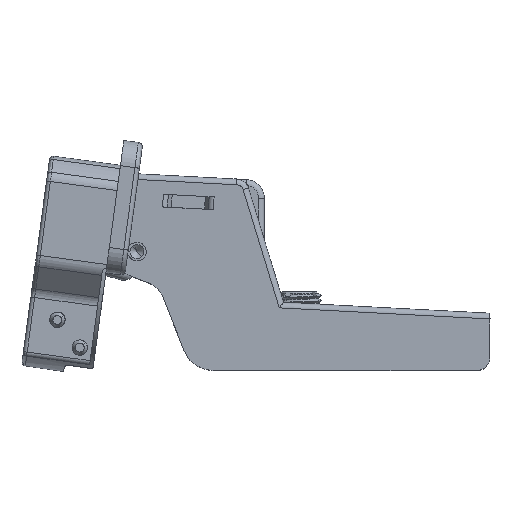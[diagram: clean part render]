
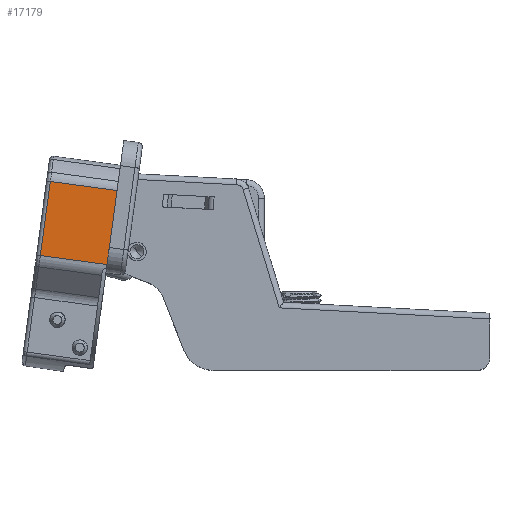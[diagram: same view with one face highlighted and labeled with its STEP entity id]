
A CAD part, top view. The second image highlights one B-rep face of the part: STEP entity #17179.
In plain terms, the highlighted face is planar.
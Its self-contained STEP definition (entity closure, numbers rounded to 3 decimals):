
#641 = VERTEX_POINT ( 'NONE', #21059 ) ;
#2000 = VECTOR ( 'NONE', #38597, 1000. ) ;
#2324 = LINE ( 'NONE', #16868, #18300 ) ;
#2655 = DIRECTION ( 'NONE',  ( 0., -1., 0. ) ) ;
#4292 = LINE ( 'NONE', #13332, #9795 ) ;
#5212 = LINE ( 'NONE', #5591, #10992 ) ;
#5351 = ORIENTED_EDGE ( 'NONE', *, *, #10395, .F. ) ;
#5591 = CARTESIAN_POINT ( 'NONE',  ( 11.8, 7.198, 13.6 ) ) ;
#6802 = EDGE_CURVE ( 'NONE', #15542, #10000, #2324, .T. ) ;
#7794 = CARTESIAN_POINT ( 'NONE',  ( 11.8, 1.32, 0.7 ) ) ;
#7947 = CARTESIAN_POINT ( 'NONE',  ( 11.8, 13.076, 7.15 ) ) ;
#9722 = CARTESIAN_POINT ( 'NONE',  ( 11.8, 13.076, 0.7 ) ) ;
#9795 = VECTOR ( 'NONE', #21636, 1000. ) ;
#10000 = VERTEX_POINT ( 'NONE', #7794 ) ;
#10395 = EDGE_CURVE ( 'NONE', #24458, #15542, #26029, .T. ) ;
#10992 = VECTOR ( 'NONE', #29006, 1000. ) ;
#12273 = DIRECTION ( 'NONE',  ( -1., 0., 0. ) ) ;
#12736 = EDGE_CURVE ( 'NONE', #641, #10000, #4292, .T. ) ;
#13332 = CARTESIAN_POINT ( 'NONE',  ( 11.8, 1.32, 7.15 ) ) ;
#15204 = ORIENTED_EDGE ( 'NONE', *, *, #37670, .F. ) ;
#15224 = FACE_OUTER_BOUND ( 'NONE', #31996, .T. ) ;
#15542 = VERTEX_POINT ( 'NONE', #9722 ) ;
#16868 = CARTESIAN_POINT ( 'NONE',  ( 11.8, 10.5, 0.7 ) ) ;
#17179 = ADVANCED_FACE ( 'NONE', ( #15224 ), #26650, .F. ) ;
#18300 = VECTOR ( 'NONE', #34954, 1000. ) ;
#21059 = CARTESIAN_POINT ( 'NONE',  ( 11.8, 1.32, 13.6 ) ) ;
#21636 = DIRECTION ( 'NONE',  ( 0., 0., -1. ) ) ;
#24458 = VERTEX_POINT ( 'NONE', #35865 ) ;
#26029 = LINE ( 'NONE', #7947, #2000 ) ;
#26650 = PLANE ( 'NONE',  #27766 ) ;
#27766 = AXIS2_PLACEMENT_3D ( 'NONE', #29797, #12273, #2655 ) ;
#29006 = DIRECTION ( 'NONE',  ( 0., 1., 0. ) ) ;
#29797 = CARTESIAN_POINT ( 'NONE',  ( 11.8, 13.076, 0.7 ) ) ;
#30706 = ORIENTED_EDGE ( 'NONE', *, *, #12736, .T. ) ;
#31996 = EDGE_LOOP ( 'NONE', ( #30706, #37251, #5351, #15204 ) ) ;
#34954 = DIRECTION ( 'NONE',  ( 0., -1., 0. ) ) ;
#35865 = CARTESIAN_POINT ( 'NONE',  ( 11.8, 13.076, 13.6 ) ) ;
#37251 = ORIENTED_EDGE ( 'NONE', *, *, #6802, .F. ) ;
#37670 = EDGE_CURVE ( 'NONE', #641, #24458, #5212, .T. ) ;
#38597 = DIRECTION ( 'NONE',  ( 0., 0., -1. ) ) ;
